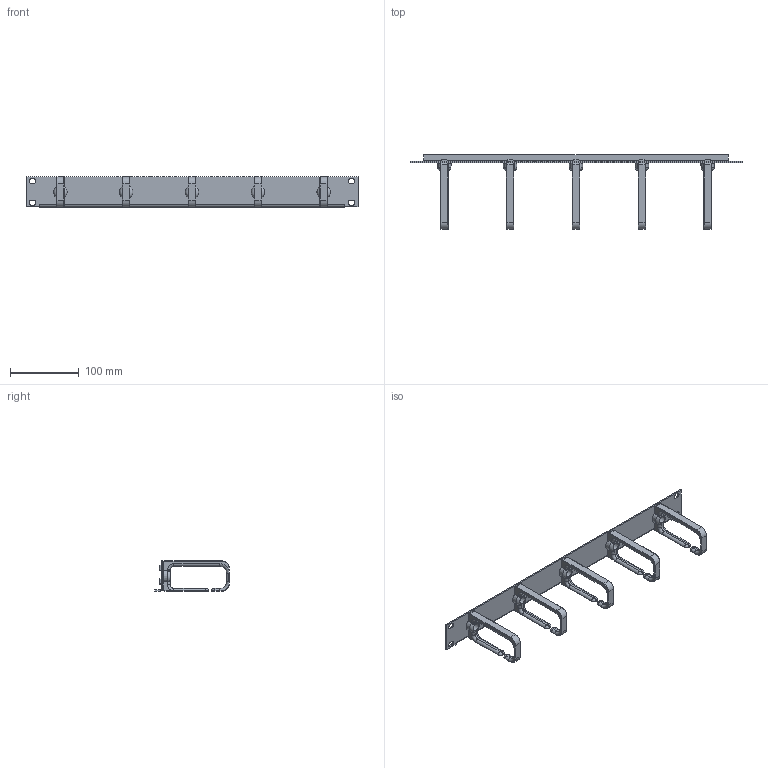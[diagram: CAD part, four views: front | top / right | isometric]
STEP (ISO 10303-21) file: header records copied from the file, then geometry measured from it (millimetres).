
FILE_DESCRIPTION (( 'STEP AP214' ), '1' );
FILE_NAME ('DOVODI03_vodilo_kablov_1he_PVC.STEP', '2020-03-22T12:27:38', ( '' ), ( '' ), 'SwSTEP 2.0', 'SolidWorks 2018', '' );
FILE_SCHEMA (( 'AUTOMOTIVE_DESIGN' ));
Length unit declared in the file: millimetre
Products named in the file (4): DOVODI03_vodilo_kablov_1he_PVC; DOVODI03_pl.ipt; OBJEMKA PVC ZA VODILO KABLOV 010.ipt; DOVODI03_vodilo_kablov_1he_PVC.iam
Assembly tree (7 placements, depth 3):
  DOVODI03_vodilo_kablov_1he_PVC
    DOVODI03_vodilo_kablov_1he_PVC.iam
      DOVODI03_pl.ipt
      OBJEMKA PVC ZA VODILO KABLOV 010.ipt  x5
Bounding box: 484 x 109 x 44.2 mm (x, y, z)
Volume: 132761 mm3; surface area: 94345.1 mm2
Topology: 6 solids, 6 shells, 854 faces, 2020 edges, 1158 vertices
Faces by surface type: cylinder 325, plane 239, torus 140, bspline 100, sphere 40, cone 10
Full cylindrical faces by diameter (mm): 5 x10, 11 x5
Entity records: 11069 total; most frequent: CARTESIAN_POINT 5432, ORIENTED_EDGE 1138, DIRECTION 1115, EDGE_CURVE 569, AXIS2_PLACEMENT_3D 393, VERTEX_POINT 350, LINE 329, VECTOR 329
